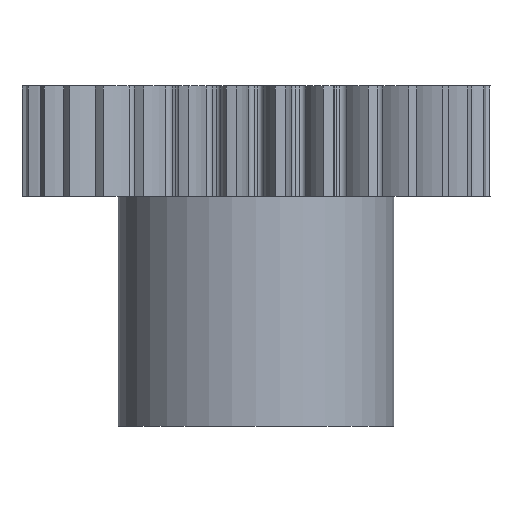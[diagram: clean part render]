
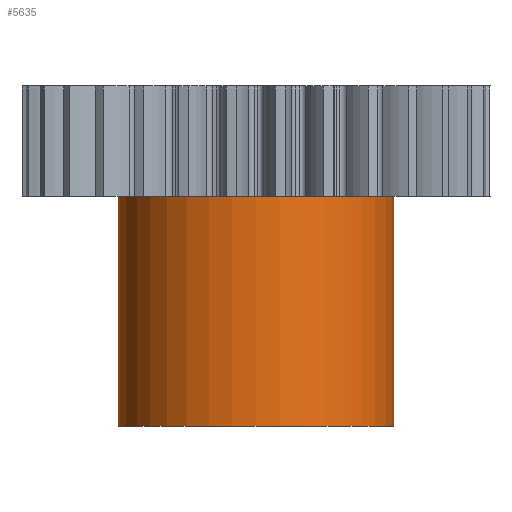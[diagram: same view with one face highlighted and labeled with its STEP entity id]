
A CAD part, front view. The second image highlights one B-rep face of the part: STEP entity #5635.
In plain terms, the highlighted cylindrical face has radius 15 mm (diameter 30 mm), a partial arc.
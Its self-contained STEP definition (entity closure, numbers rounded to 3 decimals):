
#528 = EDGE_CURVE ( 'NONE', #6933, #6921, #1443, .T. ) ;
#1423 = DIRECTION ( 'NONE',  ( 1., 0., 0. ) ) ;
#1424 = DIRECTION ( 'NONE',  ( 0., 0., 1. ) ) ;
#1425 = CARTESIAN_POINT ( 'NONE',  ( 0., 0., 0. ) ) ;
#1426 = AXIS2_PLACEMENT_3D ( 'NONE', #1425, #1424, #1423 ) ;
#1443 = CIRCLE ( 'NONE', #1426, 15. ) ;
#2796 = FACE_OUTER_BOUND ( 'NONE', #5652, .T. ) ;
#2799 = CYLINDRICAL_SURFACE ( 'NONE', #2849, 15. ) ;
#2809 = DIRECTION ( 'NONE',  ( 0., 0., 1. ) ) ;
#2810 = CARTESIAN_POINT ( 'NONE',  ( 0., 0., -25. ) ) ;
#2838 = DIRECTION ( 'NONE',  ( 1., 0., 0. ) ) ;
#2839 = AXIS2_PLACEMENT_3D ( 'NONE', #2861, #2846, #2838 ) ;
#2843 = DIRECTION ( 'NONE',  ( 1., 0., 0. ) ) ;
#2846 = DIRECTION ( 'NONE',  ( 0., 0., 1. ) ) ;
#2849 = AXIS2_PLACEMENT_3D ( 'NONE', #2810, #2809, #2843 ) ;
#2854 = CIRCLE ( 'NONE', #2839, 15. ) ;
#2861 = CARTESIAN_POINT ( 'NONE',  ( 0., 0., -25. ) ) ;
#4082 = CARTESIAN_POINT ( 'NONE',  ( 15., 0., -25. ) ) ;
#4083 = LINE ( 'NONE', #4082, #4113 ) ;
#4112 = DIRECTION ( 'NONE',  ( 0., 0., 1. ) ) ;
#4113 = VECTOR ( 'NONE', #4112, 1000. ) ;
#4173 = CARTESIAN_POINT ( 'NONE',  ( -15., 0., -25. ) ) ;
#4174 = DIRECTION ( 'NONE',  ( 0., 0., 1. ) ) ;
#4175 = VECTOR ( 'NONE', #4174, 1000. ) ;
#4176 = CARTESIAN_POINT ( 'NONE',  ( 15., 0., -25. ) ) ;
#4179 = CARTESIAN_POINT ( 'NONE',  ( -15., 0., -25. ) ) ;
#4180 = LINE ( 'NONE', #4179, #4175 ) ;
#4186 = CARTESIAN_POINT ( 'NONE',  ( 15., 0., 0. ) ) ;
#4258 = CARTESIAN_POINT ( 'NONE',  ( -15., 0., 0. ) ) ;
#5634 = ORIENTED_EDGE ( 'NONE', *, *, #5636, .T. ) ;
#5635 = ADVANCED_FACE ( 'NONE', ( #2796 ), #2799, .T. ) ;
#5636 = EDGE_CURVE ( 'NONE', #6931, #6924, #2854, .T. ) ;
#5637 = ORIENTED_EDGE ( 'NONE', *, *, #528, .F. ) ;
#5645 = ORIENTED_EDGE ( 'NONE', *, *, #6923, .F. ) ;
#5652 = EDGE_LOOP ( 'NONE', ( #5645, #5634, #5660, #5637 ) ) ;
#5660 = ORIENTED_EDGE ( 'NONE', *, *, #6986, .T. ) ;
#6921 = VERTEX_POINT ( 'NONE', #4186 ) ;
#6923 = EDGE_CURVE ( 'NONE', #6931, #6933, #4180, .T. ) ;
#6924 = VERTEX_POINT ( 'NONE', #4176 ) ;
#6931 = VERTEX_POINT ( 'NONE', #4173 ) ;
#6933 = VERTEX_POINT ( 'NONE', #4258 ) ;
#6986 = EDGE_CURVE ( 'NONE', #6924, #6921, #4083, .T. ) ;
